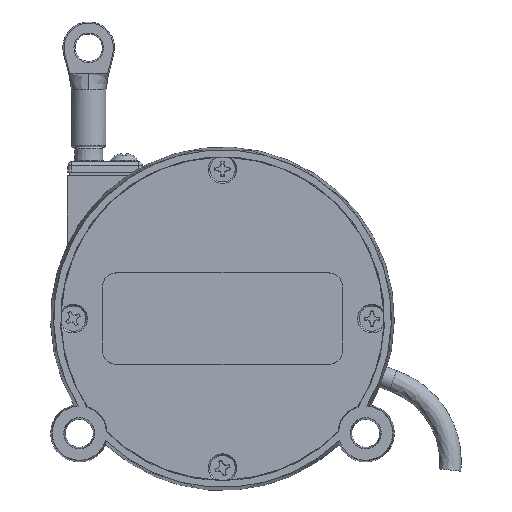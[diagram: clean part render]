
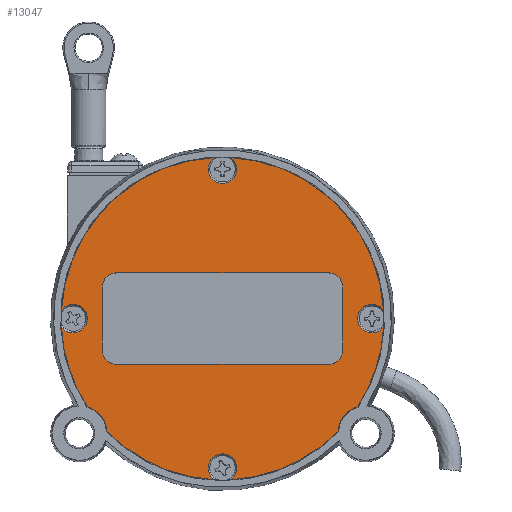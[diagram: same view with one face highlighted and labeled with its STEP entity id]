
A CAD part, top view. The second image highlights one B-rep face of the part: STEP entity #13047.
In plain terms, the highlighted planar face has unit normal (0, 0, 1).
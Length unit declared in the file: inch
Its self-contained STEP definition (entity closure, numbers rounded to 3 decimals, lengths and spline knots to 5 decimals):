
#580=LINE('',#22297,#1200);
#581=LINE('',#22301,#1201);
#582=LINE('',#22305,#1202);
#583=LINE('',#22309,#1203);
#1200=VECTOR('',#17106,0.925);
#1201=VECTOR('',#17109,0.275);
#1202=VECTOR('',#17112,0.925);
#1203=VECTOR('',#17115,0.275);
#2003=FACE_BOUND('',#4038,.T.);
#2963=FACE_OUTER_BOUND('',#4037,.T.);
#4037=EDGE_LOOP('',(#9848,#9849,#9850,#9851,#9852,#9853,#9854,#9855,#9856,
#9857,#9858,#9859));
#4038=EDGE_LOOP('',(#9860,#9861,#9862,#9863,#9864,#9865,#9866,#9867));
#5061=CIRCLE('',#14391,0.0625);
#5063=CIRCLE('',#14394,0.0625);
#5064=CIRCLE('',#14396,0.121);
#5065=CIRCLE('',#14397,0.704);
#5066=CIRCLE('',#14398,0.0625);
#5067=CIRCLE('',#14399,0.704);
#5068=CIRCLE('',#14400,0.121);
#5069=CIRCLE('',#14401,0.704);
#5070=CIRCLE('',#14402,0.704);
#5071=CIRCLE('',#14403,0.704);
#5072=CIRCLE('',#14404,0.0625);
#5073=CIRCLE('',#14405,0.704);
#5074=CIRCLE('',#14406,0.0625);
#5075=CIRCLE('',#14407,0.0625);
#5076=CIRCLE('',#14408,0.0625);
#5077=CIRCLE('',#14409,0.0625);
#5985=VERTEX_POINT('',#22242);
#5986=VERTEX_POINT('',#22249);
#5989=VERTEX_POINT('',#22261);
#5990=VERTEX_POINT('',#22268);
#5991=VERTEX_POINT('',#22277);
#5992=VERTEX_POINT('',#22278);
#5993=VERTEX_POINT('',#22280);
#5994=VERTEX_POINT('',#22282);
#5995=VERTEX_POINT('',#22284);
#5996=VERTEX_POINT('',#22286);
#5997=VERTEX_POINT('',#22290);
#5998=VERTEX_POINT('',#22292);
#5999=VERTEX_POINT('',#22295);
#6000=VERTEX_POINT('',#22296);
#6001=VERTEX_POINT('',#22298);
#6002=VERTEX_POINT('',#22300);
#6003=VERTEX_POINT('',#22302);
#6004=VERTEX_POINT('',#22304);
#6005=VERTEX_POINT('',#22306);
#6006=VERTEX_POINT('',#22308);
#7407=EDGE_CURVE('',#5986,#5985,#5061,.T.);
#7411=EDGE_CURVE('',#5990,#5989,#5063,.T.);
#7413=EDGE_CURVE('',#5991,#5992,#5064,.T.);
#7414=EDGE_CURVE('',#5993,#5992,#5065,.T.);
#7415=EDGE_CURVE('',#5993,#5994,#5066,.T.);
#7416=EDGE_CURVE('',#5995,#5994,#5067,.T.);
#7417=EDGE_CURVE('',#5995,#5996,#5068,.T.);
#7418=EDGE_CURVE('',#5990,#5996,#5069,.T.);
#7419=EDGE_CURVE('',#5986,#5989,#5070,.T.);
#7420=EDGE_CURVE('',#5997,#5985,#5071,.T.);
#7421=EDGE_CURVE('',#5997,#5998,#5072,.T.);
#7422=EDGE_CURVE('',#5991,#5998,#5073,.T.);
#7423=EDGE_CURVE('',#5999,#6000,#580,.T.);
#7424=EDGE_CURVE('',#6000,#6001,#5074,.T.);
#7425=EDGE_CURVE('',#6001,#6002,#581,.T.);
#7426=EDGE_CURVE('',#6002,#6003,#5075,.T.);
#7427=EDGE_CURVE('',#6003,#6004,#582,.T.);
#7428=EDGE_CURVE('',#6004,#6005,#5076,.T.);
#7429=EDGE_CURVE('',#6005,#6006,#583,.T.);
#7430=EDGE_CURVE('',#6006,#5999,#5077,.T.);
#9848=ORIENTED_EDGE('',*,*,#7413,.T.);
#9849=ORIENTED_EDGE('',*,*,#7414,.F.);
#9850=ORIENTED_EDGE('',*,*,#7415,.T.);
#9851=ORIENTED_EDGE('',*,*,#7416,.F.);
#9852=ORIENTED_EDGE('',*,*,#7417,.T.);
#9853=ORIENTED_EDGE('',*,*,#7418,.F.);
#9854=ORIENTED_EDGE('',*,*,#7411,.T.);
#9855=ORIENTED_EDGE('',*,*,#7419,.F.);
#9856=ORIENTED_EDGE('',*,*,#7407,.T.);
#9857=ORIENTED_EDGE('',*,*,#7420,.F.);
#9858=ORIENTED_EDGE('',*,*,#7421,.T.);
#9859=ORIENTED_EDGE('',*,*,#7422,.F.);
#9860=ORIENTED_EDGE('',*,*,#7423,.T.);
#9861=ORIENTED_EDGE('',*,*,#7424,.T.);
#9862=ORIENTED_EDGE('',*,*,#7425,.T.);
#9863=ORIENTED_EDGE('',*,*,#7426,.T.);
#9864=ORIENTED_EDGE('',*,*,#7427,.T.);
#9865=ORIENTED_EDGE('',*,*,#7428,.T.);
#9866=ORIENTED_EDGE('',*,*,#7429,.T.);
#9867=ORIENTED_EDGE('',*,*,#7430,.T.);
#11594=PLANE('',#14395);
#13047=ADVANCED_FACE('',(#2963,#2003),#11594,.F.);
#14391=AXIS2_PLACEMENT_3D('',#22250,#17076,#17077);
#14394=AXIS2_PLACEMENT_3D('',#22269,#17082,#17083);
#14395=AXIS2_PLACEMENT_3D('',#22276,#17084,#17085);
#14396=AXIS2_PLACEMENT_3D('',#22279,#17086,#17087);
#14397=AXIS2_PLACEMENT_3D('',#22281,#17088,#17089);
#14398=AXIS2_PLACEMENT_3D('',#22283,#17090,#17091);
#14399=AXIS2_PLACEMENT_3D('',#22285,#17092,#17093);
#14400=AXIS2_PLACEMENT_3D('',#22287,#17094,#17095);
#14401=AXIS2_PLACEMENT_3D('',#22288,#17096,#17097);
#14402=AXIS2_PLACEMENT_3D('',#22289,#17098,#17099);
#14403=AXIS2_PLACEMENT_3D('',#22291,#17100,#17101);
#14404=AXIS2_PLACEMENT_3D('',#22293,#17102,#17103);
#14405=AXIS2_PLACEMENT_3D('',#22294,#17104,#17105);
#14406=AXIS2_PLACEMENT_3D('',#22299,#17107,#17108);
#14407=AXIS2_PLACEMENT_3D('',#22303,#17110,#17111);
#14408=AXIS2_PLACEMENT_3D('',#22307,#17113,#17114);
#14409=AXIS2_PLACEMENT_3D('',#22310,#17116,#17117);
#17076=DIRECTION('center_axis',(0.,0.,-1.));
#17077=DIRECTION('ref_axis',(1.,0.,0.));
#17082=DIRECTION('center_axis',(0.,0.,-1.));
#17083=DIRECTION('ref_axis',(1.,0.,0.));
#17084=DIRECTION('center_axis',(0.,0.,-1.));
#17085=DIRECTION('ref_axis',(-1.,0.,0.));
#17086=DIRECTION('center_axis',(0.,0.,-1.));
#17087=DIRECTION('ref_axis',(-1.,0.,0.));
#17088=DIRECTION('center_axis',(0.,0.,-1.));
#17089=DIRECTION('ref_axis',(-1.,0.,0.));
#17090=DIRECTION('center_axis',(0.,0.,-1.));
#17091=DIRECTION('ref_axis',(1.,0.,0.));
#17092=DIRECTION('center_axis',(0.,0.,-1.));
#17093=DIRECTION('ref_axis',(-1.,0.,0.));
#17094=DIRECTION('center_axis',(0.,0.,-1.));
#17095=DIRECTION('ref_axis',(-1.,0.,0.));
#17096=DIRECTION('center_axis',(0.,0.,-1.));
#17097=DIRECTION('ref_axis',(-1.,0.,0.));
#17098=DIRECTION('center_axis',(0.,0.,-1.));
#17099=DIRECTION('ref_axis',(-1.,0.,0.));
#17100=DIRECTION('center_axis',(0.,0.,-1.));
#17101=DIRECTION('ref_axis',(-1.,0.,0.));
#17102=DIRECTION('center_axis',(0.,0.,-1.));
#17103=DIRECTION('ref_axis',(1.,0.,0.));
#17104=DIRECTION('center_axis',(0.,0.,-1.));
#17105=DIRECTION('ref_axis',(-1.,0.,0.));
#17106=DIRECTION('',(-1.,0.,0.));
#17107=DIRECTION('center_axis',(0.,0.,-1.));
#17108=DIRECTION('ref_axis',(-1.,0.,0.));
#17109=DIRECTION('',(0.,1.,0.));
#17110=DIRECTION('center_axis',(0.,0.,-1.));
#17111=DIRECTION('ref_axis',(0.,1.,0.));
#17112=DIRECTION('',(1.,0.,0.));
#17113=DIRECTION('center_axis',(0.,0.,-1.));
#17114=DIRECTION('ref_axis',(1.,0.,0.));
#17115=DIRECTION('',(0.,-1.,0.));
#17116=DIRECTION('center_axis',(0.,0.,-1.));
#17117=DIRECTION('ref_axis',(0.,-1.,0.));
#22242=CARTESIAN_POINT('',(-0.03677,0.70304,0.37));
#22249=CARTESIAN_POINT('',(0.03677,0.70304,0.37));
#22250=CARTESIAN_POINT('Origin',(0.,0.6525,0.37));
#22261=CARTESIAN_POINT('',(0.70304,0.03677,0.37));
#22268=CARTESIAN_POINT('',(0.70304,-0.03677,0.37));
#22269=CARTESIAN_POINT('Origin',(0.6525,0.,0.37));
#22276=CARTESIAN_POINT('Origin',(0.,0.,
0.37));
#22277=CARTESIAN_POINT('',(-0.58992,-0.3842,0.37));
#22278=CARTESIAN_POINT('',(-0.50432,-0.4912,0.37));
#22279=CARTESIAN_POINT('Origin',(-0.625,-0.5,0.37));
#22280=CARTESIAN_POINT('',(-0.03677,-0.70304,0.37));
#22281=CARTESIAN_POINT('Origin',(0.,0.,
0.37));
#22282=CARTESIAN_POINT('',(0.03677,-0.70304,0.37));
#22283=CARTESIAN_POINT('Origin',(0.,-0.6525,0.37));
#22284=CARTESIAN_POINT('',(0.50432,-0.4912,0.37));
#22285=CARTESIAN_POINT('Origin',(0.,0.,
0.37));
#22286=CARTESIAN_POINT('',(0.58992,-0.3842,0.37));
#22287=CARTESIAN_POINT('Origin',(0.625,-0.5,0.37));
#22288=CARTESIAN_POINT('Origin',(0.,0.,
0.37));
#22289=CARTESIAN_POINT('Origin',(0.,0.,
0.37));
#22290=CARTESIAN_POINT('',(-0.70304,0.03677,0.37));
#22291=CARTESIAN_POINT('Origin',(0.,0.,
0.37));
#22292=CARTESIAN_POINT('',(-0.70304,-0.03677,0.37));
#22293=CARTESIAN_POINT('Origin',(-0.6525,0.,0.37));
#22294=CARTESIAN_POINT('Origin',(0.,0.,
0.37));
#22295=CARTESIAN_POINT('',(0.4625,-0.2,0.37));
#22296=CARTESIAN_POINT('',(-0.4625,-0.2,0.37));
#22297=CARTESIAN_POINT('',(-0.23125,-0.2,0.37));
#22298=CARTESIAN_POINT('',(-0.525,-0.1375,0.37));
#22299=CARTESIAN_POINT('Origin',(-0.4625,-0.1375,0.37));
#22300=CARTESIAN_POINT('',(-0.525,0.1375,0.37));
#22301=CARTESIAN_POINT('',(-0.525,0.06875,0.37));
#22302=CARTESIAN_POINT('',(-0.4625,0.2,0.37));
#22303=CARTESIAN_POINT('Origin',(-0.4625,0.1375,0.37));
#22304=CARTESIAN_POINT('',(0.4625,0.2,0.37));
#22305=CARTESIAN_POINT('',(0.23125,0.2,0.37));
#22306=CARTESIAN_POINT('',(0.525,0.1375,0.37));
#22307=CARTESIAN_POINT('Origin',(0.4625,0.1375,0.37));
#22308=CARTESIAN_POINT('',(0.525,-0.1375,0.37));
#22309=CARTESIAN_POINT('',(0.525,-0.06875,0.37));
#22310=CARTESIAN_POINT('Origin',(0.4625,-0.1375,0.37));
